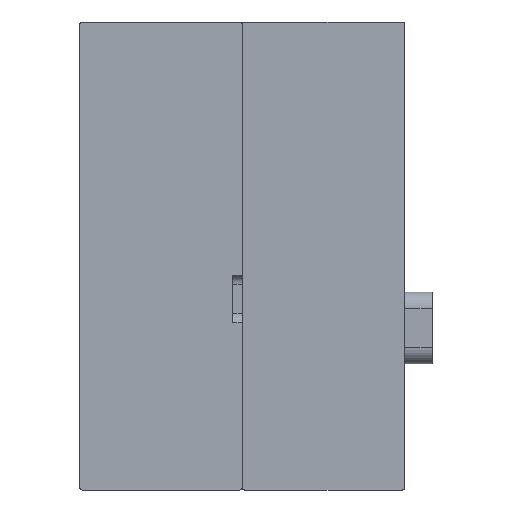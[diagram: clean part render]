
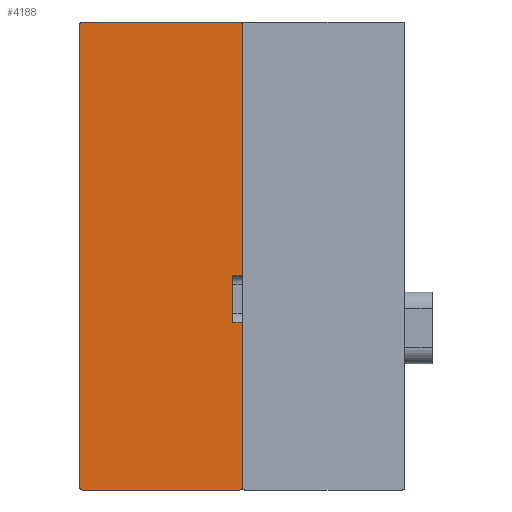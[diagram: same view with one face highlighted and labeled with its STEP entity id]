
A CAD part, front view. The second image highlights one B-rep face of the part: STEP entity #4188.
In plain terms, the highlighted planar face has unit normal (0, -1, 0).
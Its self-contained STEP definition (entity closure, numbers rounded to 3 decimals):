
#16 = CIRCLE ( 'NONE', #2963, 0.5 ) ;
#86 = CARTESIAN_POINT ( 'NONE',  ( -2., -10., 1. ) ) ;
#87 = CARTESIAN_POINT ( 'NONE',  ( -2., -10., 11. ) ) ;
#151 = LINE ( 'NONE', #86, #2100 ) ;
#222 = CIRCLE ( 'NONE', #3590, 0.5 ) ;
#232 = LINE ( 'NONE', #3369, #1417 ) ;
#256 = ORIENTED_EDGE ( 'NONE', *, *, #3246, .T. ) ;
#396 = CIRCLE ( 'NONE', #4318, 0.5 ) ;
#430 = CARTESIAN_POINT ( 'NONE',  ( -0.5, -10., 64. ) ) ;
#465 = CARTESIAN_POINT ( 'NONE',  ( -34., -10., -34. ) ) ;
#495 = ORIENTED_EDGE ( 'NONE', *, *, #1876, .F. ) ;
#523 = EDGE_CURVE ( 'NONE', #1973, #5041, #2827, .T. ) ;
#545 = EDGE_CURVE ( 'NONE', #5520, #548, #2993, .T. ) ;
#548 = VERTEX_POINT ( 'NONE', #5058 ) ;
#843 = DIRECTION ( 'NONE',  ( 0., 0., -1. ) ) ;
#851 = DIRECTION ( 'NONE',  ( 1., 0., 0. ) ) ;
#1018 = VECTOR ( 'NONE', #851, 1000. ) ;
#1068 = DIRECTION ( 'NONE',  ( 1., 0., 0. ) ) ;
#1155 = EDGE_CURVE ( 'NONE', #2807, #5041, #396, .T. ) ;
#1328 = CARTESIAN_POINT ( 'NONE',  ( -2., -10., 11. ) ) ;
#1417 = VECTOR ( 'NONE', #843, 1000. ) ;
#1465 = DIRECTION ( 'NONE',  ( -1., 0., 0. ) ) ;
#1511 = VECTOR ( 'NONE', #5836, 1000. ) ;
#1568 = AXIS2_PLACEMENT_3D ( 'NONE', #5027, #5044, #3517 ) ;
#1710 = VECTOR ( 'NONE', #5508, 1000. ) ;
#1720 = ORIENTED_EDGE ( 'NONE', *, *, #3254, .F. ) ;
#1737 = ORIENTED_EDGE ( 'NONE', *, *, #4468, .F. ) ;
#1790 = VECTOR ( 'NONE', #1465, 1000. ) ;
#1804 = DIRECTION ( 'NONE',  ( 0., -1., 0. ) ) ;
#1807 = ORIENTED_EDGE ( 'NONE', *, *, #3228, .F. ) ;
#1876 = EDGE_CURVE ( 'NONE', #2807, #3575, #3010, .T. ) ;
#1887 = DIRECTION ( 'NONE',  ( 0., 0., -1. ) ) ;
#1930 = ORIENTED_EDGE ( 'NONE', *, *, #545, .F. ) ;
#1941 = VERTEX_POINT ( 'NONE', #5360 ) ;
#1946 = FACE_OUTER_BOUND ( 'NONE', #5936, .T. ) ;
#1968 = DIRECTION ( 'NONE',  ( 0., 0., 1. ) ) ;
#1973 = VERTEX_POINT ( 'NONE', #5318 ) ;
#2021 = CARTESIAN_POINT ( 'NONE',  ( -33.5, -10., -34. ) ) ;
#2076 = ORIENTED_EDGE ( 'NONE', *, *, #3710, .T. ) ;
#2100 = VECTOR ( 'NONE', #1068, 1000. ) ;
#2311 = DIRECTION ( 'NONE',  ( 0., 0., 1. ) ) ;
#2403 = CARTESIAN_POINT ( 'NONE',  ( 0., -10., -33.5 ) ) ;
#2429 = VECTOR ( 'NONE', #1887, 1000. ) ;
#2444 = CARTESIAN_POINT ( 'NONE',  ( 0., -10., 63.5 ) ) ;
#2508 = CIRCLE ( 'NONE', #4327, 0.5 ) ;
#2672 = EDGE_CURVE ( 'NONE', #3268, #3326, #5084, .T. ) ;
#2698 = CARTESIAN_POINT ( 'NONE',  ( -0.5, -10., -33.5 ) ) ;
#2743 = LINE ( 'NONE', #3842, #2429 ) ;
#2807 = VERTEX_POINT ( 'NONE', #2839 ) ;
#2827 = LINE ( 'NONE', #465, #1790 ) ;
#2839 = CARTESIAN_POINT ( 'NONE',  ( -34., -10., -33.5 ) ) ;
#2922 = VERTEX_POINT ( 'NONE', #3123 ) ;
#2963 = AXIS2_PLACEMENT_3D ( 'NONE', #2698, #3397, #4812 ) ;
#2993 = LINE ( 'NONE', #87, #1710 ) ;
#3010 = LINE ( 'NONE', #3297, #1511 ) ;
#3013 = CARTESIAN_POINT ( 'NONE',  ( -33.5, -10., 63.5 ) ) ;
#3123 = CARTESIAN_POINT ( 'NONE',  ( 0., -10., 1. ) ) ;
#3141 = DIRECTION ( 'NONE',  ( 0., 0., 1. ) ) ;
#3176 = EDGE_CURVE ( 'NONE', #4360, #3326, #2508, .T. ) ;
#3228 = EDGE_CURVE ( 'NONE', #4360, #1941, #2743, .T. ) ;
#3246 = EDGE_CURVE ( 'NONE', #1973, #5882, #16, .T. ) ;
#3254 = EDGE_CURVE ( 'NONE', #2922, #5882, #232, .T. ) ;
#3268 = VERTEX_POINT ( 'NONE', #5343 ) ;
#3297 = CARTESIAN_POINT ( 'NONE',  ( -34., -10., -34. ) ) ;
#3326 = VERTEX_POINT ( 'NONE', #430 ) ;
#3369 = CARTESIAN_POINT ( 'NONE',  ( 0., -10., 0. ) ) ;
#3397 = DIRECTION ( 'NONE',  ( 0., -1., 0. ) ) ;
#3517 = DIRECTION ( 'NONE',  ( 0., 0., 1. ) ) ;
#3575 = VERTEX_POINT ( 'NONE', #3593 ) ;
#3590 = AXIS2_PLACEMENT_3D ( 'NONE', #3013, #5550, #1968 ) ;
#3593 = CARTESIAN_POINT ( 'NONE',  ( -34., -10., 63.5 ) ) ;
#3710 = EDGE_CURVE ( 'NONE', #5520, #1941, #4074, .T. ) ;
#3744 = ORIENTED_EDGE ( 'NONE', *, *, #3176, .T. ) ;
#3773 = VECTOR ( 'NONE', #3929, 1000. ) ;
#3842 = CARTESIAN_POINT ( 'NONE',  ( 0., -10., 0. ) ) ;
#3929 = DIRECTION ( 'NONE',  ( 1., 0., 0. ) ) ;
#4074 = LINE ( 'NONE', #1328, #1018 ) ;
#4138 = DIRECTION ( 'NONE',  ( 0., -1., 0. ) ) ;
#4188 = ADVANCED_FACE ( 'NONE', ( #1946 ), #5953, .F. ) ;
#4198 = EDGE_CURVE ( 'NONE', #3268, #3575, #222, .T. ) ;
#4318 = AXIS2_PLACEMENT_3D ( 'NONE', #6095, #4138, #3141 ) ;
#4327 = AXIS2_PLACEMENT_3D ( 'NONE', #4781, #1804, #2311 ) ;
#4360 = VERTEX_POINT ( 'NONE', #2444 ) ;
#4468 = EDGE_CURVE ( 'NONE', #548, #2922, #151, .T. ) ;
#4638 = ORIENTED_EDGE ( 'NONE', *, *, #4198, .T. ) ;
#4781 = CARTESIAN_POINT ( 'NONE',  ( -0.5, -10., 63.5 ) ) ;
#4812 = DIRECTION ( 'NONE',  ( 0., 0., 1. ) ) ;
#5021 = ORIENTED_EDGE ( 'NONE', *, *, #1155, .T. ) ;
#5027 = CARTESIAN_POINT ( 'NONE',  ( 0., -10., 0. ) ) ;
#5041 = VERTEX_POINT ( 'NONE', #2021 ) ;
#5044 = DIRECTION ( 'NONE',  ( 0., 1., 0. ) ) ;
#5058 = CARTESIAN_POINT ( 'NONE',  ( -2., -10., 1. ) ) ;
#5084 = LINE ( 'NONE', #6394, #3773 ) ;
#5318 = CARTESIAN_POINT ( 'NONE',  ( -0.5, -10., -34. ) ) ;
#5343 = CARTESIAN_POINT ( 'NONE',  ( -33.5, -10., 64. ) ) ;
#5360 = CARTESIAN_POINT ( 'NONE',  ( 0., -10., 11. ) ) ;
#5508 = DIRECTION ( 'NONE',  ( 0., 0., -1. ) ) ;
#5520 = VERTEX_POINT ( 'NONE', #6310 ) ;
#5550 = DIRECTION ( 'NONE',  ( 0., -1., 0. ) ) ;
#5665 = ORIENTED_EDGE ( 'NONE', *, *, #2672, .F. ) ;
#5836 = DIRECTION ( 'NONE',  ( 0., 0., 1. ) ) ;
#5882 = VERTEX_POINT ( 'NONE', #2403 ) ;
#5936 = EDGE_LOOP ( 'NONE', ( #1807, #3744, #5665, #4638, #495, #5021, #6074, #256, #1720, #1737, #1930, #2076 ) ) ;
#5953 = PLANE ( 'NONE',  #1568 ) ;
#6074 = ORIENTED_EDGE ( 'NONE', *, *, #523, .F. ) ;
#6095 = CARTESIAN_POINT ( 'NONE',  ( -33.5, -10., -33.5 ) ) ;
#6310 = CARTESIAN_POINT ( 'NONE',  ( -2., -10., 11. ) ) ;
#6394 = CARTESIAN_POINT ( 'NONE',  ( -34., -10., 64. ) ) ;
